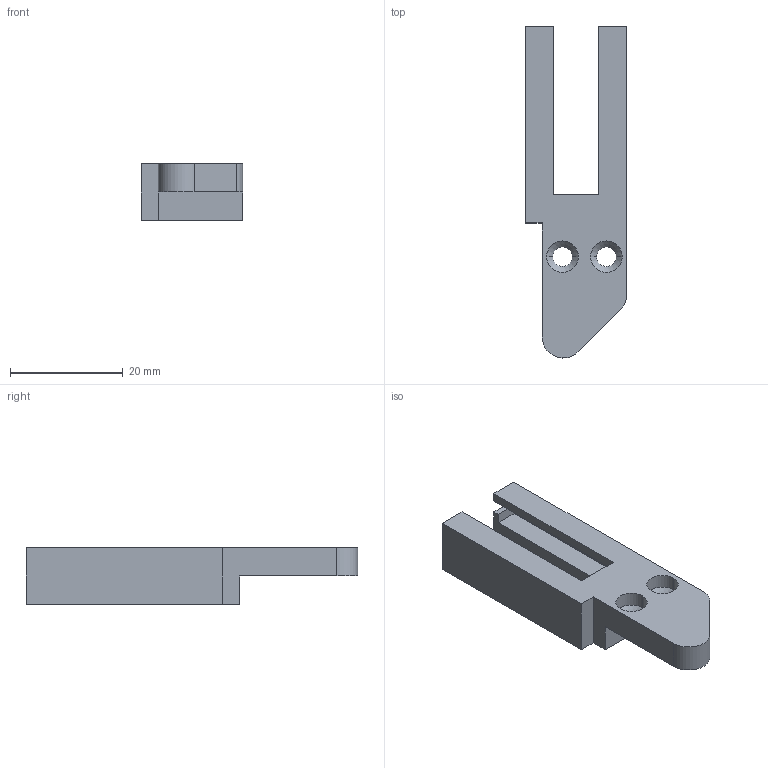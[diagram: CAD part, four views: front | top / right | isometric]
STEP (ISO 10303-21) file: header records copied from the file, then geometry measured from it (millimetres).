
FILE_DESCRIPTION (( 'STEP AP214' ), '1' );
FILE_NAME ('ProbeCarrierTop.STEP', '2022-02-26T09:31:29', ( '' ), ( '' ), 'SwSTEP 2.0', 'SolidWorks 2022', '' );
FILE_SCHEMA (( 'AUTOMOTIVE_DESIGN' ));
Length unit declared in the file: millimetre
Products named in the file (1): ProbeCarrierTop
Bounding box: 18 x 58.99 x 10 mm (x, y, z)
Volume: 4401.1 mm3; surface area: 3976.9 mm2
Topology: 1 solids, 1 shells, 46 faces, 118 edges, 76 vertices
Faces by surface type: plane 28, cylinder 14, cone 4
Entity records: 1428 total; most frequent: CARTESIAN_POINT 241, DIRECTION 240, ORIENTED_EDGE 236, EDGE_CURVE 118, LINE 90, VECTOR 90, VERTEX_POINT 76, AXIS2_PLACEMENT_3D 75
